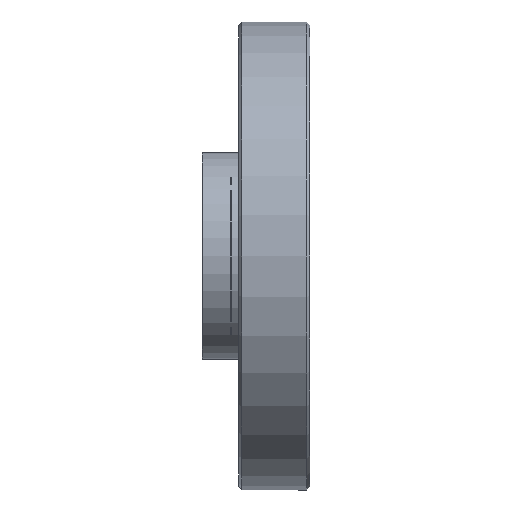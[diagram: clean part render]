
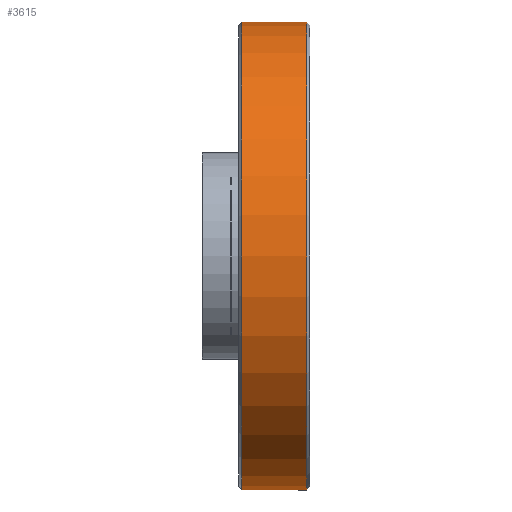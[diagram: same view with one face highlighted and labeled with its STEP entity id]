
A CAD part, left-side view. The second image highlights one B-rep face of the part: STEP entity #3615.
In plain terms, the highlighted cylindrical face has radius 56.769 mm (diameter 113.538 mm), a partial arc.
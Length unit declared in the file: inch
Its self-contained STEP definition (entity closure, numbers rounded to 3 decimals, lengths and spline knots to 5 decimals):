
#101 = CARTESIAN_POINT ( 'NONE',  ( 0., 0., 0. ) ) ;
#568 = LINE ( 'NONE', #4815, #5664 ) ;
#645 = LINE ( 'NONE', #5572, #4543 ) ;
#691 = CARTESIAN_POINT ( 'NONE',  ( 0., -0.65, 0. ) ) ;
#1127 = VERTEX_POINT ( 'NONE', #6851 ) ;
#1597 = CARTESIAN_POINT ( 'NONE',  ( 0., -0.65, 2.235 ) ) ;
#1921 = CARTESIAN_POINT ( 'NONE',  ( 0., -0.03, 0. ) ) ;
#2177 = EDGE_CURVE ( 'NONE', #5252, #5732, #568, .T. ) ;
#2754 = DIRECTION ( 'NONE',  ( 0., -1., 0. ) ) ;
#3200 = CIRCLE ( 'NONE', #4595, 2.235 ) ;
#3363 = CIRCLE ( 'NONE', #6835, 2.235 ) ;
#3405 = DIRECTION ( 'NONE',  ( 0., 0., 1. ) ) ;
#3446 = DIRECTION ( 'NONE',  ( 0., -1., 0. ) ) ;
#3462 = EDGE_CURVE ( 'NONE', #5252, #4307, #3363, .T. ) ;
#3599 = EDGE_CURVE ( 'NONE', #4307, #1127, #645, .T. ) ;
#3615 = ADVANCED_FACE ( 'NONE', ( #4637 ), #5950, .T. ) ;
#4307 = VERTEX_POINT ( 'NONE', #4990 ) ;
#4543 = VECTOR ( 'NONE', #2754, 39.37008 ) ;
#4595 = AXIS2_PLACEMENT_3D ( 'NONE', #691, #3446, #5734 ) ;
#4637 = FACE_OUTER_BOUND ( 'NONE', #8936, .T. ) ;
#4815 = CARTESIAN_POINT ( 'NONE',  ( 0., 0., 2.235 ) ) ;
#4845 = DIRECTION ( 'NONE',  ( 0., -1., 0. ) ) ;
#4990 = CARTESIAN_POINT ( 'NONE',  ( 0., -0.03, -2.235 ) ) ;
#5212 = ORIENTED_EDGE ( 'NONE', *, *, #3599, .T. ) ;
#5252 = VERTEX_POINT ( 'NONE', #5727 ) ;
#5270 = ORIENTED_EDGE ( 'NONE', *, *, #6080, .F. ) ;
#5572 = CARTESIAN_POINT ( 'NONE',  ( 0., 0., -2.235 ) ) ;
#5664 = VECTOR ( 'NONE', #4845, 39.37008 ) ;
#5727 = CARTESIAN_POINT ( 'NONE',  ( 0., -0.03, 2.235 ) ) ;
#5732 = VERTEX_POINT ( 'NONE', #1597 ) ;
#5734 = DIRECTION ( 'NONE',  ( 0., 0., 1. ) ) ;
#5950 = CYLINDRICAL_SURFACE ( 'NONE', #8685, 2.235 ) ;
#6080 = EDGE_CURVE ( 'NONE', #5732, #1127, #3200, .T. ) ;
#6167 = DIRECTION ( 'NONE',  ( 0., -1., 0. ) ) ;
#6754 = DIRECTION ( 'NONE',  ( 0., -1., 0. ) ) ;
#6835 = AXIS2_PLACEMENT_3D ( 'NONE', #1921, #6754, #3405 ) ;
#6851 = CARTESIAN_POINT ( 'NONE',  ( 0., -0.65, -2.235 ) ) ;
#7040 = ORIENTED_EDGE ( 'NONE', *, *, #2177, .F. ) ;
#8226 = ORIENTED_EDGE ( 'NONE', *, *, #3462, .T. ) ;
#8274 = DIRECTION ( 'NONE',  ( 0., 0., 1. ) ) ;
#8685 = AXIS2_PLACEMENT_3D ( 'NONE', #101, #6167, #8274 ) ;
#8936 = EDGE_LOOP ( 'NONE', ( #8226, #5212, #5270, #7040 ) ) ;
